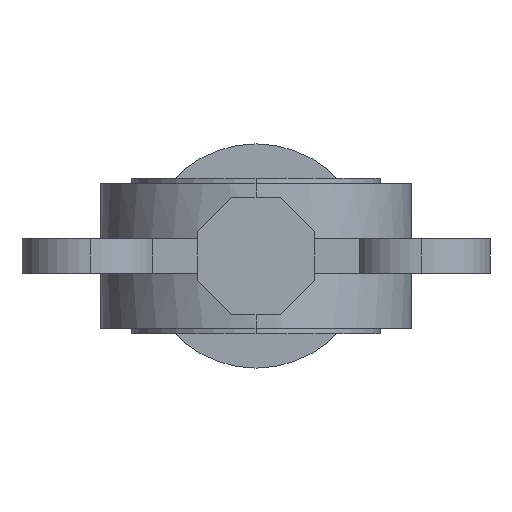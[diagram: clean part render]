
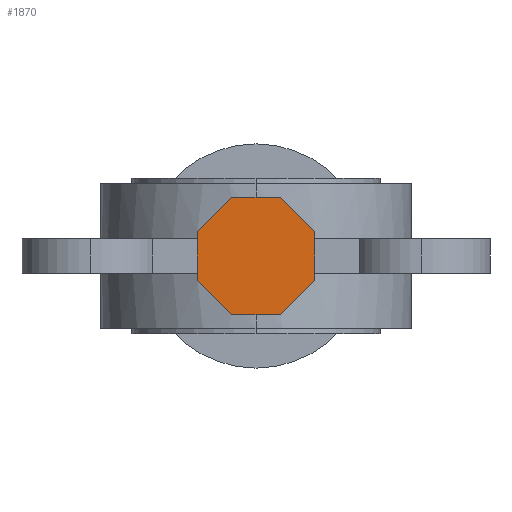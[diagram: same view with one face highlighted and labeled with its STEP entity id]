
A CAD part, left-side view. The second image highlights one B-rep face of the part: STEP entity #1870.
In plain terms, the highlighted planar face has unit normal (-1, 0, 0).
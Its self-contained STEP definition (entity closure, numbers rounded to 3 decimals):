
#90 = VECTOR ( 'NONE', #1789, 1000. ) ;
#92 = VECTOR ( 'NONE', #3152, 1000. ) ;
#196 = VERTEX_POINT ( 'NONE', #3151 ) ;
#345 = CARTESIAN_POINT ( 'NONE',  ( -64., 7., -17. ) ) ;
#402 = CARTESIAN_POINT ( 'NONE',  ( -64., -17., 5. ) ) ;
#539 = VERTEX_POINT ( 'NONE', #567 ) ;
#567 = CARTESIAN_POINT ( 'NONE',  ( -64., 17., 7. ) ) ;
#619 = DIRECTION ( 'NONE',  ( 0., 1., 0. ) ) ;
#722 = VERTEX_POINT ( 'NONE', #3284 ) ;
#825 = VECTOR ( 'NONE', #4682, 1000. ) ;
#827 = EDGE_CURVE ( 'NONE', #3576, #196, #3381, .T. ) ;
#929 = CARTESIAN_POINT ( 'NONE',  ( -64., 17., -7. ) ) ;
#1070 = CARTESIAN_POINT ( 'NONE',  ( -64., 7., 17. ) ) ;
#1244 = VERTEX_POINT ( 'NONE', #3816 ) ;
#1280 = ORIENTED_EDGE ( 'NONE', *, *, #3711, .F. ) ;
#1490 = ORIENTED_EDGE ( 'NONE', *, *, #3476, .T. ) ;
#1503 = CARTESIAN_POINT ( 'NONE',  ( -64., -17., 7. ) ) ;
#1510 = LINE ( 'NONE', #4403, #4095 ) ;
#1555 = ORIENTED_EDGE ( 'NONE', *, *, #4605, .T. ) ;
#1586 = EDGE_CURVE ( 'NONE', #196, #4277, #2804, .T. ) ;
#1691 = AXIS2_PLACEMENT_3D ( 'NONE', #3681, #1887, #4072 ) ;
#1720 = CARTESIAN_POINT ( 'NONE',  ( -64., -7., -17. ) ) ;
#1784 = EDGE_CURVE ( 'NONE', #4613, #1244, #2101, .T. ) ;
#1789 = DIRECTION ( 'NONE',  ( 0., -1., 0. ) ) ;
#1861 = FACE_OUTER_BOUND ( 'NONE', #2075, .T. ) ;
#1870 = ADVANCED_FACE ( 'NONE', ( #1861 ), #3356, .F. ) ;
#1887 = DIRECTION ( 'NONE',  ( 1., 0., 0. ) ) ;
#1959 = ORIENTED_EDGE ( 'NONE', *, *, #1586, .T. ) ;
#2075 = EDGE_LOOP ( 'NONE', ( #1555, #1490, #2814, #2738, #1280, #2109, #1959, #3835 ) ) ;
#2101 = LINE ( 'NONE', #1720, #825 ) ;
#2109 = ORIENTED_EDGE ( 'NONE', *, *, #827, .T. ) ;
#2111 = CARTESIAN_POINT ( 'NONE',  ( -64., -7., -17. ) ) ;
#2304 = DIRECTION ( 'NONE',  ( 0., -0.707, -0.707 ) ) ;
#2312 = DIRECTION ( 'NONE',  ( 0., 0.707, 0.707 ) ) ;
#2447 = CARTESIAN_POINT ( 'NONE',  ( -64., 7., -17. ) ) ;
#2594 = DIRECTION ( 'NONE',  ( 0., 0.707, -0.707 ) ) ;
#2652 = CARTESIAN_POINT ( 'NONE',  ( -64., 17., 5. ) ) ;
#2725 = VECTOR ( 'NONE', #2312, 1000. ) ;
#2738 = ORIENTED_EDGE ( 'NONE', *, *, #1784, .T. ) ;
#2804 = LINE ( 'NONE', #3664, #3036 ) ;
#2808 = VECTOR ( 'NONE', #3713, 1000. ) ;
#2814 = ORIENTED_EDGE ( 'NONE', *, *, #3070, .T. ) ;
#3036 = VECTOR ( 'NONE', #619, 1000. ) ;
#3037 = LINE ( 'NONE', #929, #4176 ) ;
#3070 = EDGE_CURVE ( 'NONE', #4659, #4613, #3615, .T. ) ;
#3151 = CARTESIAN_POINT ( 'NONE',  ( -64., -7., 17. ) ) ;
#3152 = DIRECTION ( 'NONE',  ( 0., 0., -1. ) ) ;
#3284 = CARTESIAN_POINT ( 'NONE',  ( -64., 17., -7. ) ) ;
#3356 = PLANE ( 'NONE',  #1691 ) ;
#3381 = LINE ( 'NONE', #1503, #2725 ) ;
#3476 = EDGE_CURVE ( 'NONE', #722, #4659, #3037, .T. ) ;
#3576 = VERTEX_POINT ( 'NONE', #3903 ) ;
#3615 = LINE ( 'NONE', #345, #90 ) ;
#3647 = LINE ( 'NONE', #402, #2808 ) ;
#3664 = CARTESIAN_POINT ( 'NONE',  ( -64., 7., 17. ) ) ;
#3681 = CARTESIAN_POINT ( 'NONE',  ( -64., -17., 5. ) ) ;
#3711 = EDGE_CURVE ( 'NONE', #3576, #1244, #3647, .T. ) ;
#3713 = DIRECTION ( 'NONE',  ( 0., 0., -1. ) ) ;
#3742 = EDGE_CURVE ( 'NONE', #4277, #539, #1510, .T. ) ;
#3816 = CARTESIAN_POINT ( 'NONE',  ( -64., -17., -7. ) ) ;
#3835 = ORIENTED_EDGE ( 'NONE', *, *, #3742, .T. ) ;
#3903 = CARTESIAN_POINT ( 'NONE',  ( -64., -17., 7. ) ) ;
#4072 = DIRECTION ( 'NONE',  ( 0., 0., -1. ) ) ;
#4095 = VECTOR ( 'NONE', #2594, 1000. ) ;
#4176 = VECTOR ( 'NONE', #2304, 1000. ) ;
#4277 = VERTEX_POINT ( 'NONE', #1070 ) ;
#4403 = CARTESIAN_POINT ( 'NONE',  ( -64., 7., 17. ) ) ;
#4568 = LINE ( 'NONE', #2652, #92 ) ;
#4605 = EDGE_CURVE ( 'NONE', #539, #722, #4568, .T. ) ;
#4613 = VERTEX_POINT ( 'NONE', #2111 ) ;
#4659 = VERTEX_POINT ( 'NONE', #2447 ) ;
#4682 = DIRECTION ( 'NONE',  ( 0., -0.707, 0.707 ) ) ;
